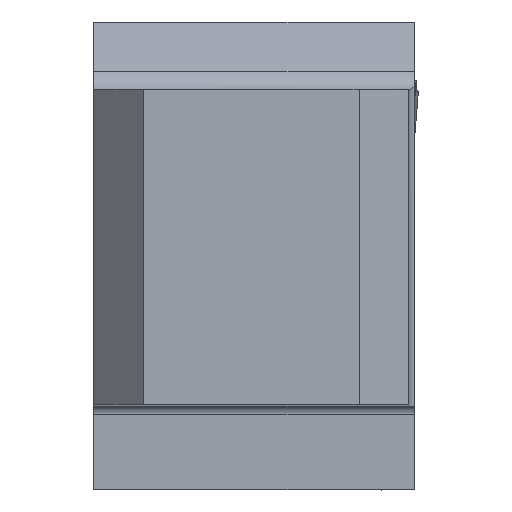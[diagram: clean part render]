
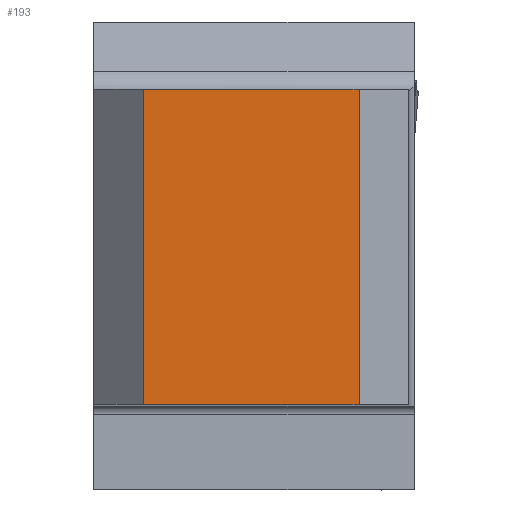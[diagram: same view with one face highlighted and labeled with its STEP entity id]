
A CAD part, top view. The second image highlights one B-rep face of the part: STEP entity #193.
In plain terms, the highlighted planar face has unit normal (0, 0, 1).
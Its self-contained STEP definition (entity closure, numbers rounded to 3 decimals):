
#193=ADVANCED_FACE('CU_BACK_SU1',(#322),#277,.F.);
#277=PLANE('',#1803);
#322=FACE_OUTER_BOUND('',#407,.T.);
#407=EDGE_LOOP('',(#822,#823,#824,#825));
#507=LINE('',#2470,#655);
#508=LINE('',#2473,#656);
#509=LINE('',#2475,#657);
#510=LINE('',#2477,#658);
#655=VECTOR('',#1992,1.);
#656=VECTOR('',#1993,1.);
#657=VECTOR('',#1994,1.);
#658=VECTOR('',#1995,1.);
#822=ORIENTED_EDGE('',*,*,#1451,.F.);
#823=ORIENTED_EDGE('',*,*,#1452,.T.);
#824=ORIENTED_EDGE('',*,*,#1453,.T.);
#825=ORIENTED_EDGE('',*,*,#1454,.F.);
#1290=VERTEX_POINT('',#2471);
#1291=VERTEX_POINT('',#2472);
#1292=VERTEX_POINT('',#2474);
#1293=VERTEX_POINT('',#2476);
#1451=EDGE_CURVE('',#1290,#1291,#507,.T.);
#1452=EDGE_CURVE('',#1290,#1292,#508,.T.);
#1453=EDGE_CURVE('',#1292,#1293,#509,.T.);
#1454=EDGE_CURVE('',#1291,#1293,#510,.T.);
#1803=AXIS2_PLACEMENT_3D('',#2478,#1996,#1997);
#1992=DIRECTION('',(0.,1.,0.));
#1993=DIRECTION('',(1.,0.,0.));
#1994=DIRECTION('',(0.,1.,0.));
#1995=DIRECTION('',(1.,0.,0.));
#1996=DIRECTION('',(0.,0.,-1.));
#1997=DIRECTION('',(-1.,0.,0.));
#2470=CARTESIAN_POINT('',(3.,0.,0.));
#2471=CARTESIAN_POINT('',(3.,0.,0.));
#2472=CARTESIAN_POINT('',(3.,18.975,0.));
#2473=CARTESIAN_POINT('',(-110.,0.,0.));
#2474=CARTESIAN_POINT('',(15.975,0.,0.));
#2475=CARTESIAN_POINT('',(15.975,0.,0.));
#2476=CARTESIAN_POINT('',(15.975,18.975,0.));
#2477=CARTESIAN_POINT('',(-110.,18.975,0.));
#2478=CARTESIAN_POINT('',(42.556,38.975,0.));
